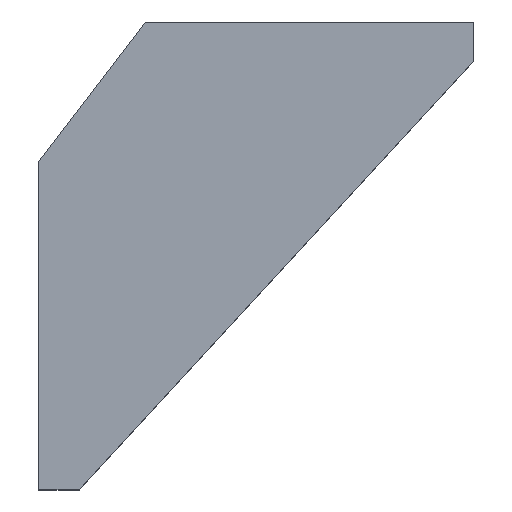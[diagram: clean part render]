
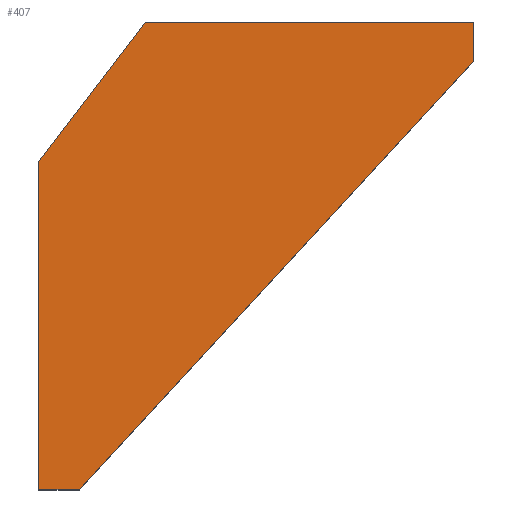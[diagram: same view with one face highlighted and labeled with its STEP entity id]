
A CAD part, top view. The second image highlights one B-rep face of the part: STEP entity #407.
In plain terms, the highlighted planar face has unit normal (0, 0, 1).
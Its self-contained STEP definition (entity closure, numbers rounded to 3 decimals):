
#61=FACE_OUTER_BOUND('',#90,.T.);
#90=EDGE_LOOP('',(#309,#310,#311,#312,#313,#314));
#118=LINE('',#597,#156);
#124=LINE('',#620,#162);
#131=LINE('',#644,#169);
#135=LINE('',#651,#173);
#136=LINE('',#652,#174);
#137=LINE('',#653,#175);
#156=VECTOR('',#481,10.);
#162=VECTOR('',#499,10.);
#169=VECTOR('',#518,10.);
#173=VECTOR('',#524,10.);
#174=VECTOR('',#525,10.);
#175=VECTOR('',#526,10.);
#192=VERTEX_POINT('',#591);
#194=VERTEX_POINT('',#595);
#204=VERTEX_POINT('',#617);
#205=VERTEX_POINT('',#619);
#215=VERTEX_POINT('',#642);
#216=VERTEX_POINT('',#643);
#230=EDGE_CURVE('',#192,#194,#118,.T.);
#240=EDGE_CURVE('',#205,#204,#124,.T.);
#251=EDGE_CURVE('',#215,#216,#131,.T.);
#255=EDGE_CURVE('',#216,#205,#135,.F.);
#256=EDGE_CURVE('',#204,#192,#136,.F.);
#257=EDGE_CURVE('',#194,#215,#137,.T.);
#309=ORIENTED_EDGE('',*,*,#251,.T.);
#310=ORIENTED_EDGE('',*,*,#255,.T.);
#311=ORIENTED_EDGE('',*,*,#240,.T.);
#312=ORIENTED_EDGE('',*,*,#256,.T.);
#313=ORIENTED_EDGE('',*,*,#230,.T.);
#314=ORIENTED_EDGE('',*,*,#257,.T.);
#394=PLANE('',#450);
#407=ADVANCED_FACE('',(#61),#394,.T.);
#450=AXIS2_PLACEMENT_3D('',#650,#522,#523);
#481=DIRECTION('',(0.,1.,0.));
#499=DIRECTION('',(1.,0.,0.));
#518=DIRECTION('',(-0.607,-0.794,0.));
#522=DIRECTION('center_axis',(0.,0.,1.));
#523=DIRECTION('ref_axis',(1.,0.,0.));
#524=DIRECTION('',(0.,1.,0.));
#525=DIRECTION('',(-0.677,-0.736,0.));
#526=DIRECTION('',(-1.,0.,0.));
#591=CARTESIAN_POINT('',(346.,52.215,40.));
#595=CARTESIAN_POINT('',(346.,57.,40.));
#597=CARTESIAN_POINT('',(346.,60.,40.));
#617=CARTESIAN_POINT('',(297.962,0.,40.));
#619=CARTESIAN_POINT('',(293.,0.,40.));
#620=CARTESIAN_POINT('',(300.,0.,40.));
#642=CARTESIAN_POINT('',(306.,57.,40.));
#643=CARTESIAN_POINT('',(293.,40.,40.));
#644=CARTESIAN_POINT('',(301.7,51.377,40.));
#650=CARTESIAN_POINT('Origin',(318.,30.,40.));
#651=CARTESIAN_POINT('',(293.,35.,40.));
#652=CARTESIAN_POINT('',(310.496,13.624,40.));
#653=CARTESIAN_POINT('',(312.,57.,40.));
